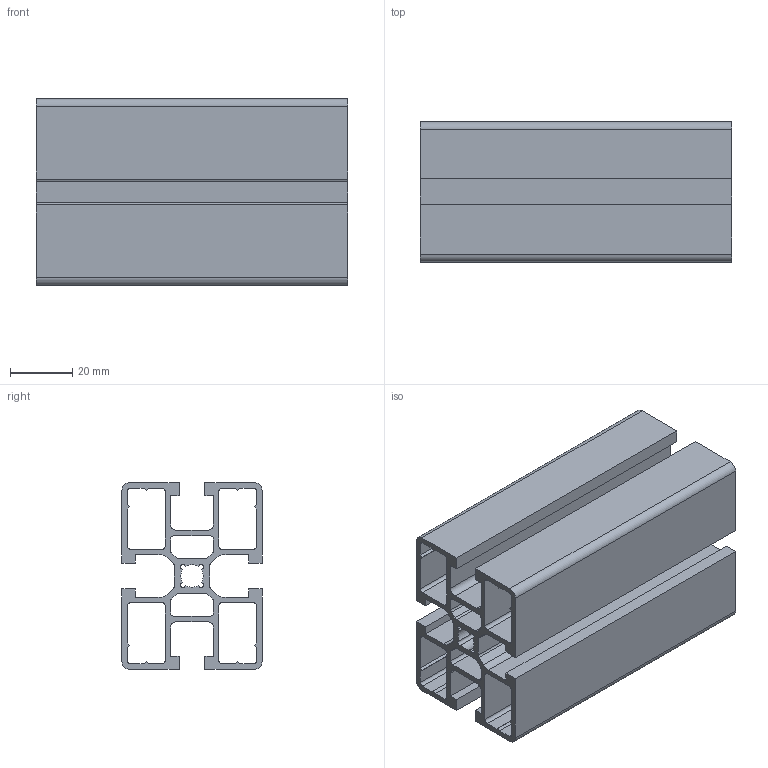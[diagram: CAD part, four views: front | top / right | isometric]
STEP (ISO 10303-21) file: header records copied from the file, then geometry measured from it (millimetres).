
FILE_DESCRIPTION (( 'STEP AP203' ), '1' );
FILE_NAME ('084.101.041.STEP', '2013-01-21T09:52:26', ( '' ), ( '' ), 'SwSTEP 2.0', 'SolidWorks 2011', '' );
FILE_SCHEMA (( 'CONFIG_CONTROL_DESIGN' ));
Length unit declared in the file: millimetre
Products named in the file (1): 084.101.041
Bounding box: 100 x 45 x 60 mm (x, y, z)
Volume: 75144.5 mm3; surface area: 74102.5 mm2
Topology: 1 solids, 1 shells, 157 faces, 465 edges, 310 vertices
Faces by surface type: plane 102, cylinder 55
Entity records: 5354 total; most frequent: CARTESIAN_POINT 933, ORIENTED_EDGE 930, DIRECTION 891, EDGE_CURVE 465, VECTOR 355, LINE 355, VERTEX_POINT 310, AXIS2_PLACEMENT_3D 268
